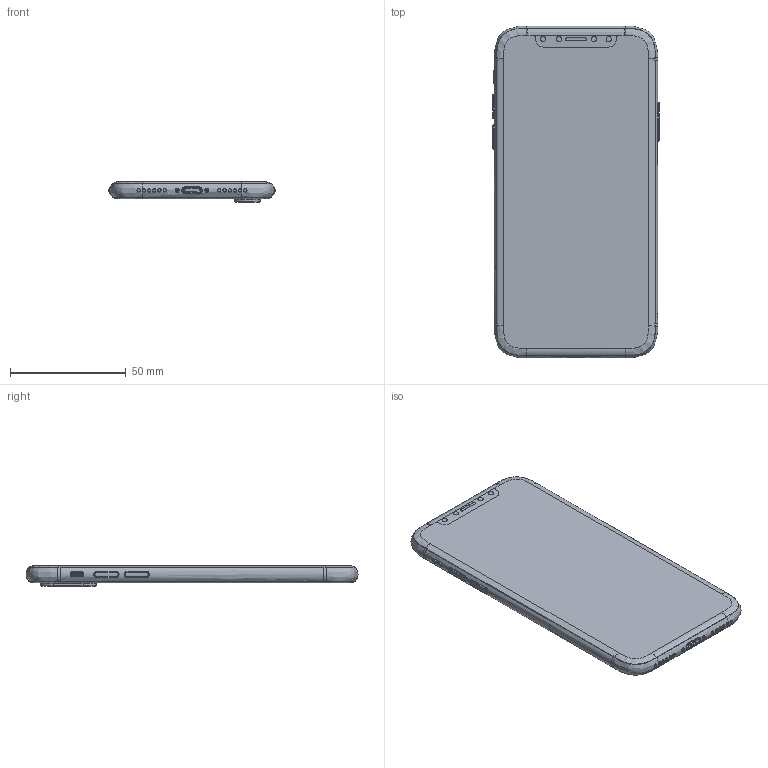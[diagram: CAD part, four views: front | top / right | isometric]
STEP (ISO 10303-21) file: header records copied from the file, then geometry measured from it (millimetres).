
FILE_DESCRIPTION(/* description */ (''),/* implementation_level */ '2;1');
FILE_NAME(/* name */ 'iPhone_X v1.step',/* time_stamp */ '2019-08-07T15:06:05+07:00',/* author */ (''),/* organization */ (''),/* preprocessor_version */ 'ST-DEVELOPER v18',/* originating_system */ 'Autodesk Translation Framework v8.2.0.1029',/* authorisation */ '');
FILE_SCHEMA (('AUTOMOTIVE_DESIGN { 1 0 10303 214 3 1 1 }'));
Length unit declared in the file: millimetre
Products named in the file (1): iPhone_X
Bounding box: 71.77 x 143.4 x 8.84 mm (x, y, z)
Volume: 72798.8 mm3; surface area: 22546.2 mm2
Topology: 10 solids, 10 shells, 640 faces, 1665 edges, 1091 vertices
Faces by surface type: plane 255, bspline 179, cylinder 158, torus 23, cone 13, sphere 12
Full cylindrical faces by diameter (mm): 1 x1, 1.2 x2, 1.35 x12, 1.6 x4, 3.75 x1
Entity records: 37442 total; most frequent: CARTESIAN_POINT 22706, ORIENTED_EDGE 3312, DIRECTION 2625, EDGE_CURVE 1656, VERTEX_POINT 1091, AXIS2_PLACEMENT_3D 915, LINE 795, VECTOR 795
